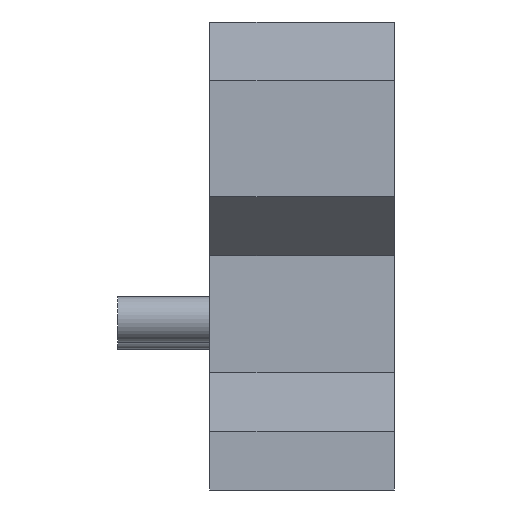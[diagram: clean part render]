
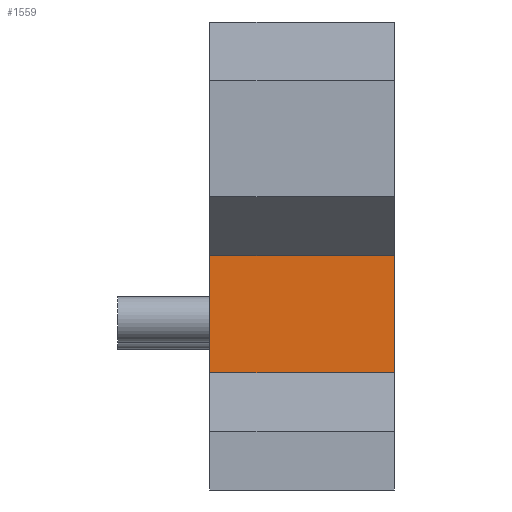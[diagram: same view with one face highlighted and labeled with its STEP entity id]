
A CAD part, left-side view. The second image highlights one B-rep face of the part: STEP entity #1559.
In plain terms, the highlighted planar face has unit normal (-1, 0, 0).
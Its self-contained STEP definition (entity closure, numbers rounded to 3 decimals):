
#13 = CARTESIAN_POINT ( 'NONE',  ( 22., 20., -12.597 ) ) ;
#95 = CARTESIAN_POINT ( 'NONE',  ( 22., 0., -12.597 ) ) ;
#147 = DIRECTION ( 'NONE',  ( 1., 0., 0. ) ) ;
#203 = ORIENTED_EDGE ( 'NONE', *, *, #1905, .T. ) ;
#383 = DIRECTION ( 'NONE',  ( 0., 0., -1. ) ) ;
#542 = EDGE_CURVE ( 'NONE', #1974, #1610, #1661, .T. ) ;
#550 = EDGE_CURVE ( 'NONE', #1610, #2330, #2239, .T. ) ;
#578 = PLANE ( 'NONE',  #2630 ) ;
#808 = ORIENTED_EDGE ( 'NONE', *, *, #542, .F. ) ;
#908 = DIRECTION ( 'NONE',  ( 0., 1., 0. ) ) ;
#917 = ORIENTED_EDGE ( 'NONE', *, *, #550, .F. ) ;
#1266 = VECTOR ( 'NONE', #1880, 1000. ) ;
#1349 = ORIENTED_EDGE ( 'NONE', *, *, #2643, .T. ) ;
#1439 = CARTESIAN_POINT ( 'NONE',  ( 22., 0., -12.597 ) ) ;
#1559 = ADVANCED_FACE ( 'NONE', ( #2638 ), #578, .F. ) ;
#1610 = VERTEX_POINT ( 'NONE', #2501 ) ;
#1661 = LINE ( 'NONE', #1439, #1266 ) ;
#1771 = VECTOR ( 'NONE', #383, 1000. ) ;
#1844 = VECTOR ( 'NONE', #908, 1000. ) ;
#1852 = DIRECTION ( 'NONE',  ( 0., 1., 0. ) ) ;
#1874 = EDGE_LOOP ( 'NONE', ( #203, #917, #808, #1349 ) ) ;
#1880 = DIRECTION ( 'NONE',  ( 0., 0., -1. ) ) ;
#1905 = EDGE_CURVE ( 'NONE', #2133, #2330, #2238, .T. ) ;
#1974 = VERTEX_POINT ( 'NONE', #2182 ) ;
#2024 = CARTESIAN_POINT ( 'NONE',  ( 22., 0., -12.597 ) ) ;
#2133 = VERTEX_POINT ( 'NONE', #13 ) ;
#2182 = CARTESIAN_POINT ( 'NONE',  ( 22., 0., -12.597 ) ) ;
#2238 = LINE ( 'NONE', #2635, #1771 ) ;
#2239 = LINE ( 'NONE', #2263, #2514 ) ;
#2263 = CARTESIAN_POINT ( 'NONE',  ( 22., 0., -25.298 ) ) ;
#2330 = VERTEX_POINT ( 'NONE', #2382 ) ;
#2382 = CARTESIAN_POINT ( 'NONE',  ( 22., 20., -25.298 ) ) ;
#2501 = CARTESIAN_POINT ( 'NONE',  ( 22., 0., -25.298 ) ) ;
#2514 = VECTOR ( 'NONE', #1852, 1000. ) ;
#2562 = LINE ( 'NONE', #95, #1844 ) ;
#2630 = AXIS2_PLACEMENT_3D ( 'NONE', #2024, #147, #2648 ) ;
#2635 = CARTESIAN_POINT ( 'NONE',  ( 22., 20., -12.597 ) ) ;
#2638 = FACE_OUTER_BOUND ( 'NONE', #1874, .T. ) ;
#2643 = EDGE_CURVE ( 'NONE', #1974, #2133, #2562, .T. ) ;
#2648 = DIRECTION ( 'NONE',  ( 0., 0., -1. ) ) ;
